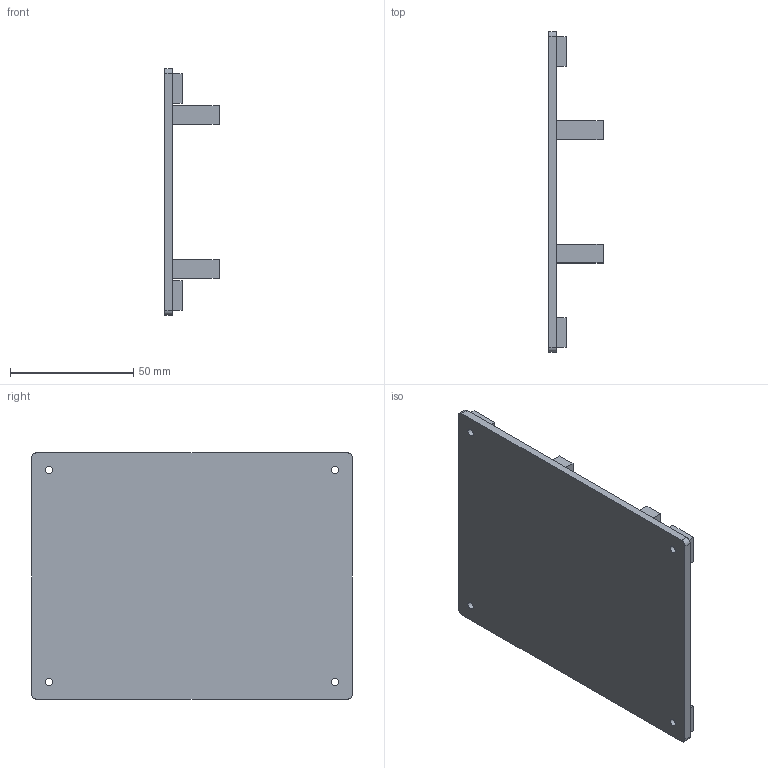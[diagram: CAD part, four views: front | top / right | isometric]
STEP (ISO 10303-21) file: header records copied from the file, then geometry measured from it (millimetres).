
FILE_DESCRIPTION(('FreeCAD Model'),'2;1');
FILE_NAME('Open CASCADE Shape Model','2022-10-03T15:38:41',('Author'),( ''),'Open CASCADE STEP processor 7.5','FreeCAD','Unknown');
FILE_SCHEMA(('AUTOMOTIVE_DESIGN { 1 0 10303 214 1 1 1 1 }'));
Length unit declared in the file: millimetre
Products named in the file (1): Body003
Bounding box: 22 x 130 x 100 mm (x, y, z)
Volume: 44608.6 mm3; surface area: 30864.7 mm2
Topology: 1 solids, 1 shells, 58 faces, 132 edges, 88 vertices
Faces by surface type: plane 42, cylinder 16
Full cylindrical faces by diameter (mm): 3 x4, 4.4 x4
Entity records: 1666 total; most frequent: DIRECTION 282, CARTESIAN_POINT 279, ORIENTED_EDGE 264, EDGE_CURVE 132, LINE 100, VECTOR 100, AXIS2_PLACEMENT_3D 91, VERTEX_POINT 88
